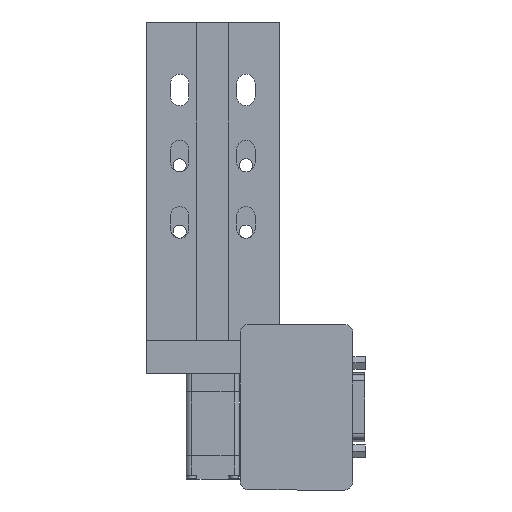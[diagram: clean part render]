
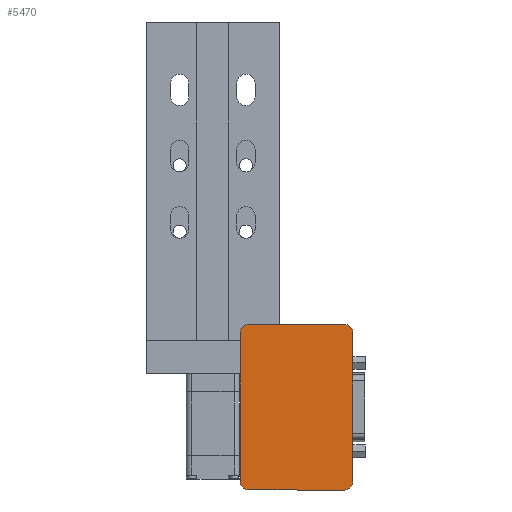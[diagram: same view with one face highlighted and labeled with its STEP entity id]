
A CAD part, front view. The second image highlights one B-rep face of the part: STEP entity #5470.
In plain terms, the highlighted planar face has unit normal (0, -1, 0).
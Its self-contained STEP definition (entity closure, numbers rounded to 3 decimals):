
#302 = LINE ( 'NONE', #10061, #3503 ) ;
#316 = LINE ( 'NONE', #382, #13358 ) ;
#317 = CARTESIAN_POINT ( 'NONE',  ( 13.575, -12.5, 15.325 ) ) ;
#382 = CARTESIAN_POINT ( 'NONE',  ( 52.81, -12.5, -44. ) ) ;
#459 = VERTEX_POINT ( 'NONE', #1988 ) ;
#510 = VERTEX_POINT ( 'NONE', #10208 ) ;
#580 = AXIS2_PLACEMENT_3D ( 'NONE', #6045, #14137, #792 ) ;
#716 = AXIS2_PLACEMENT_3D ( 'NONE', #1939, #7684, #2159 ) ;
#792 = DIRECTION ( 'NONE',  ( 0., 0., 1. ) ) ;
#1245 = CARTESIAN_POINT ( 'NONE',  ( 0., -12.5, 0. ) ) ;
#1257 = CIRCLE ( 'NONE', #4534, 3.175 ) ;
#1314 = DIRECTION ( 'NONE',  ( 0., 1., 0. ) ) ;
#1325 = CARTESIAN_POINT ( 'NONE',  ( 10.4, -12.5, 15.325 ) ) ;
#1565 = CARTESIAN_POINT ( 'NONE',  ( 52.81, -12.5, 15.325 ) ) ;
#1805 = VERTEX_POINT ( 'NONE', #13682 ) ;
#1939 = CARTESIAN_POINT ( 'NONE',  ( 49.635, -12.5, -40.825 ) ) ;
#1988 = CARTESIAN_POINT ( 'NONE',  ( 10.4, -12.5, -40.825 ) ) ;
#2159 = DIRECTION ( 'NONE',  ( 0., 0., 1. ) ) ;
#2351 = DIRECTION ( 'NONE',  ( 0., -1., 0. ) ) ;
#2433 = CARTESIAN_POINT ( 'NONE',  ( 13.575, -12.5, -40.825 ) ) ;
#2664 = CARTESIAN_POINT ( 'NONE',  ( 13.575, -12.5, -44. ) ) ;
#3254 = EDGE_CURVE ( 'NONE', #8265, #510, #5159, .T. ) ;
#3501 = VERTEX_POINT ( 'NONE', #2664 ) ;
#3503 = VECTOR ( 'NONE', #11223, 1000. ) ;
#3599 = AXIS2_PLACEMENT_3D ( 'NONE', #1245, #1314, #4458 ) ;
#3743 = DIRECTION ( 'NONE',  ( -1., 0., 0. ) ) ;
#3807 = ORIENTED_EDGE ( 'NONE', *, *, #5105, .F. ) ;
#4458 = DIRECTION ( 'NONE',  ( 0., 0., 1. ) ) ;
#4534 = AXIS2_PLACEMENT_3D ( 'NONE', #2433, #12474, #9139 ) ;
#4675 = PLANE ( 'NONE',  #3599 ) ;
#5053 = CARTESIAN_POINT ( 'NONE',  ( 52.81, -12.5, 18.5 ) ) ;
#5095 = AXIS2_PLACEMENT_3D ( 'NONE', #317, #2351, #6672 ) ;
#5105 = EDGE_CURVE ( 'NONE', #8265, #3501, #316, .T. ) ;
#5159 = CIRCLE ( 'NONE', #716, 3.175 ) ;
#5202 = EDGE_LOOP ( 'NONE', ( #11466, #13594, #9336, #13713, #3807, #13919, #13385, #7872 ) ) ;
#5470 = ADVANCED_FACE ( 'NONE', ( #12460 ), #4675, .F. ) ;
#5655 = VECTOR ( 'NONE', #11325, 1000. ) ;
#6045 = CARTESIAN_POINT ( 'NONE',  ( 49.635, -12.5, 15.325 ) ) ;
#6055 = VERTEX_POINT ( 'NONE', #1325 ) ;
#6242 = CIRCLE ( 'NONE', #5095, 3.175 ) ;
#6550 = EDGE_CURVE ( 'NONE', #7379, #10285, #10124, .T. ) ;
#6672 = DIRECTION ( 'NONE',  ( 0., 0., 1. ) ) ;
#6835 = LINE ( 'NONE', #5053, #5655 ) ;
#7379 = VERTEX_POINT ( 'NONE', #1565 ) ;
#7657 = EDGE_CURVE ( 'NONE', #1805, #6055, #6242, .T. ) ;
#7684 = DIRECTION ( 'NONE',  ( 0., -1., 0. ) ) ;
#7773 = LINE ( 'NONE', #12212, #11245 ) ;
#7872 = ORIENTED_EDGE ( 'NONE', *, *, #6550, .T. ) ;
#8265 = VERTEX_POINT ( 'NONE', #10547 ) ;
#9139 = DIRECTION ( 'NONE',  ( 0., 0., 1. ) ) ;
#9336 = ORIENTED_EDGE ( 'NONE', *, *, #9359, .F. ) ;
#9359 = EDGE_CURVE ( 'NONE', #459, #6055, #302, .T. ) ;
#9914 = CARTESIAN_POINT ( 'NONE',  ( 49.635, -12.5, 18.5 ) ) ;
#10061 = CARTESIAN_POINT ( 'NONE',  ( 10.4, -12.5, -44. ) ) ;
#10124 = CIRCLE ( 'NONE', #580, 3.175 ) ;
#10208 = CARTESIAN_POINT ( 'NONE',  ( 52.81, -12.5, -40.825 ) ) ;
#10285 = VERTEX_POINT ( 'NONE', #9914 ) ;
#10547 = CARTESIAN_POINT ( 'NONE',  ( 49.635, -12.5, -44. ) ) ;
#11223 = DIRECTION ( 'NONE',  ( 0., 0., 1. ) ) ;
#11245 = VECTOR ( 'NONE', #14272, 1000. ) ;
#11260 = EDGE_CURVE ( 'NONE', #7379, #510, #6835, .T. ) ;
#11325 = DIRECTION ( 'NONE',  ( 0., 0., -1. ) ) ;
#11466 = ORIENTED_EDGE ( 'NONE', *, *, #13715, .F. ) ;
#12212 = CARTESIAN_POINT ( 'NONE',  ( 43.41, -12.5, 18.5 ) ) ;
#12460 = FACE_OUTER_BOUND ( 'NONE', #5202, .T. ) ;
#12474 = DIRECTION ( 'NONE',  ( 0., -1., 0. ) ) ;
#13358 = VECTOR ( 'NONE', #3743, 1000. ) ;
#13385 = ORIENTED_EDGE ( 'NONE', *, *, #11260, .F. ) ;
#13594 = ORIENTED_EDGE ( 'NONE', *, *, #7657, .T. ) ;
#13682 = CARTESIAN_POINT ( 'NONE',  ( 13.575, -12.5, 18.5 ) ) ;
#13713 = ORIENTED_EDGE ( 'NONE', *, *, #14373, .T. ) ;
#13715 = EDGE_CURVE ( 'NONE', #1805, #10285, #7773, .T. ) ;
#13919 = ORIENTED_EDGE ( 'NONE', *, *, #3254, .T. ) ;
#14137 = DIRECTION ( 'NONE',  ( 0., -1., 0. ) ) ;
#14272 = DIRECTION ( 'NONE',  ( 1., 0., 0. ) ) ;
#14373 = EDGE_CURVE ( 'NONE', #459, #3501, #1257, .T. ) ;
